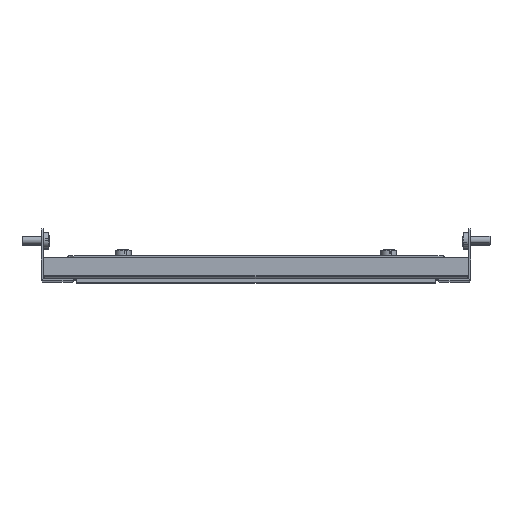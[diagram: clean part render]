
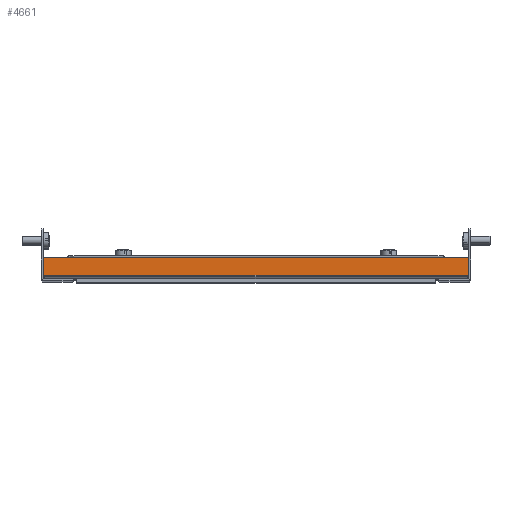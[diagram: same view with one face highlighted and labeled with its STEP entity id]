
A CAD part, top view. The second image highlights one B-rep face of the part: STEP entity #4661.
In plain terms, the highlighted face is planar.
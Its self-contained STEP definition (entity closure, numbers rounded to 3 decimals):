
#250 = CARTESIAN_POINT ( 'NONE',  ( 0., 2.5, -160. ) ) ;
#337 = VECTOR ( 'NONE', #2871, 1000. ) ;
#467 = EDGE_CURVE ( 'NONE', #2034, #2235, #2863, .T. ) ;
#530 = CARTESIAN_POINT ( 'NONE',  ( 0., 2.5, -160. ) ) ;
#578 = VERTEX_POINT ( 'NONE', #2995 ) ;
#610 = ORIENTED_EDGE ( 'NONE', *, *, #1361, .T. ) ;
#639 = VERTEX_POINT ( 'NONE', #2229 ) ;
#741 = ORIENTED_EDGE ( 'NONE', *, *, #878, .T. ) ;
#878 = EDGE_CURVE ( 'NONE', #4674, #2235, #4865, .T. ) ;
#1166 = PLANE ( 'NONE',  #4092 ) ;
#1274 = CARTESIAN_POINT ( 'NONE',  ( 0., 2.5, -160. ) ) ;
#1287 = EDGE_CURVE ( 'NONE', #578, #2034, #3256, .T. ) ;
#1298 = CARTESIAN_POINT ( 'NONE',  ( 0., 0., 160. ) ) ;
#1361 = EDGE_CURVE ( 'NONE', #4866, #639, #3332, .T. ) ;
#1623 = ORIENTED_EDGE ( 'NONE', *, *, #1287, .F. ) ;
#1839 = CARTESIAN_POINT ( 'NONE',  ( 0., 2.5, -159. ) ) ;
#1950 = DIRECTION ( 'NONE',  ( 0., 1., 0. ) ) ;
#2015 = DIRECTION ( 'NONE',  ( 0., -1., 0. ) ) ;
#2034 = VERTEX_POINT ( 'NONE', #1839 ) ;
#2229 = CARTESIAN_POINT ( 'NONE',  ( 0., 16., 160. ) ) ;
#2235 = VERTEX_POINT ( 'NONE', #2728 ) ;
#2341 = CARTESIAN_POINT ( 'NONE',  ( 0., 16., 0. ) ) ;
#2350 = ORIENTED_EDGE ( 'NONE', *, *, #4425, .F. ) ;
#2566 = DIRECTION ( 'NONE',  ( 0., 0., -1. ) ) ;
#2658 = VECTOR ( 'NONE', #2015, 1000. ) ;
#2728 = CARTESIAN_POINT ( 'NONE',  ( 0., 2.5, -160. ) ) ;
#2738 = CARTESIAN_POINT ( 'NONE',  ( 0., 16., -160. ) ) ;
#2863 = LINE ( 'NONE', #530, #4438 ) ;
#2871 = DIRECTION ( 'NONE',  ( 0., 1., 0. ) ) ;
#2995 = CARTESIAN_POINT ( 'NONE',  ( 0., 2.5, 159. ) ) ;
#3178 = EDGE_CURVE ( 'NONE', #639, #4674, #4338, .T. ) ;
#3256 = LINE ( 'NONE', #1274, #4909 ) ;
#3332 = LINE ( 'NONE', #1298, #337 ) ;
#3383 = CARTESIAN_POINT ( 'NONE',  ( 0., 2.5, 160. ) ) ;
#3416 = VECTOR ( 'NONE', #2566, 1000. ) ;
#3419 = EDGE_LOOP ( 'NONE', ( #2350, #610, #4553, #741, #3545, #1623 ) ) ;
#3545 = ORIENTED_EDGE ( 'NONE', *, *, #467, .F. ) ;
#3605 = CARTESIAN_POINT ( 'NONE',  ( 0., 0., -160. ) ) ;
#3929 = CARTESIAN_POINT ( 'NONE',  ( 0., 0., 0. ) ) ;
#4092 = AXIS2_PLACEMENT_3D ( 'NONE', #3929, #4276, #1950 ) ;
#4276 = DIRECTION ( 'NONE',  ( 1., 0., 0. ) ) ;
#4338 = LINE ( 'NONE', #2341, #5118 ) ;
#4425 = EDGE_CURVE ( 'NONE', #4866, #578, #4963, .T. ) ;
#4438 = VECTOR ( 'NONE', #4450, 1000. ) ;
#4450 = DIRECTION ( 'NONE',  ( 0., 0., -1. ) ) ;
#4458 = DIRECTION ( 'NONE',  ( 0., 0., -1. ) ) ;
#4553 = ORIENTED_EDGE ( 'NONE', *, *, #3178, .T. ) ;
#4647 = DIRECTION ( 'NONE',  ( 0., 0., -1. ) ) ;
#4661 = ADVANCED_FACE ( 'NONE', ( #4712 ), #1166, .F. ) ;
#4674 = VERTEX_POINT ( 'NONE', #2738 ) ;
#4712 = FACE_OUTER_BOUND ( 'NONE', #3419, .T. ) ;
#4865 = LINE ( 'NONE', #3605, #2658 ) ;
#4866 = VERTEX_POINT ( 'NONE', #3383 ) ;
#4909 = VECTOR ( 'NONE', #4458, 1000. ) ;
#4963 = LINE ( 'NONE', #250, #3416 ) ;
#5118 = VECTOR ( 'NONE', #4647, 1000. ) ;
